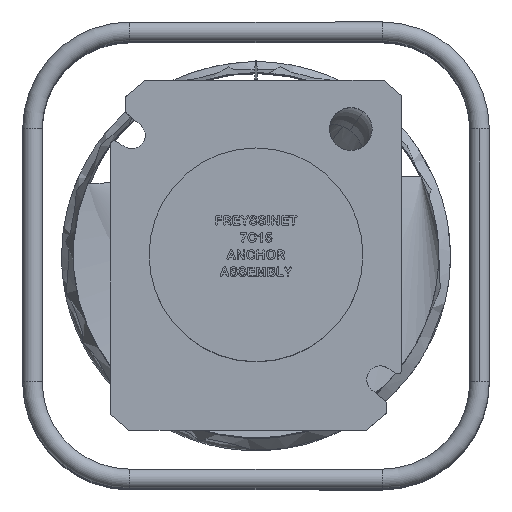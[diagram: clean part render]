
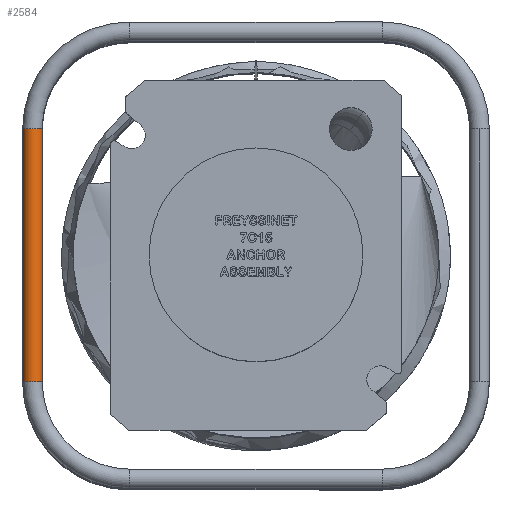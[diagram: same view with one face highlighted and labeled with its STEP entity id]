
A CAD part, top view. The second image highlights one B-rep face of the part: STEP entity #2584.
In plain terms, the highlighted cylindrical face has radius 5 mm (diameter 10 mm), a partial arc.
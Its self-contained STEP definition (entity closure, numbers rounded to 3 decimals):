
#2584 = ADVANCED_FACE ( 'NONE', ( #35119 ), #61205, .T. ) ;
#3568 = EDGE_CURVE ( 'NONE', #43308, #37528, #49806, .T. ) ;
#3748 = CARTESIAN_POINT ( 'NONE',  ( -120., 65., -92.022 ) ) ;
#5139 = CIRCLE ( 'NONE', #54716, 5. ) ;
#7999 = ORIENTED_EDGE ( 'NONE', *, *, #31901, .F. ) ;
#10134 = LINE ( 'NONE', #34609, #50195 ) ;
#10880 = CARTESIAN_POINT ( 'NONE',  ( -115., -65., -92.022 ) ) ;
#11194 = DIRECTION ( 'NONE',  ( 0., -1., 0. ) ) ;
#13077 = CARTESIAN_POINT ( 'NONE',  ( -115., 65., -92.022 ) ) ;
#13741 = DIRECTION ( 'NONE',  ( -1., 0., 0. ) ) ;
#15845 = EDGE_CURVE ( 'NONE', #52616, #66399, #10134, .T. ) ;
#16118 = DIRECTION ( 'NONE',  ( 0., 0., 1. ) ) ;
#18809 = CARTESIAN_POINT ( 'NONE',  ( -120., 65., -92.022 ) ) ;
#21932 = AXIS2_PLACEMENT_3D ( 'NONE', #10880, #47418, #16118 ) ;
#23672 = VECTOR ( 'NONE', #56016, 1000. ) ;
#24005 = ORIENTED_EDGE ( 'NONE', *, *, #15845, .F. ) ;
#25591 = EDGE_LOOP ( 'NONE', ( #24005, #39134, #47845, #7999 ) ) ;
#29019 = AXIS2_PLACEMENT_3D ( 'NONE', #13077, #50290, #13741 ) ;
#31344 = EDGE_CURVE ( 'NONE', #52616, #43308, #5139, .T. ) ;
#31901 = EDGE_CURVE ( 'NONE', #66399, #37528, #63099, .T. ) ;
#34609 = CARTESIAN_POINT ( 'NONE',  ( -110., 65., -92.022 ) ) ;
#35119 = FACE_OUTER_BOUND ( 'NONE', #25591, .T. ) ;
#37528 = VERTEX_POINT ( 'NONE', #67085 ) ;
#39134 = ORIENTED_EDGE ( 'NONE', *, *, #31344, .T. ) ;
#39857 = DIRECTION ( 'NONE',  ( 0., -1., 0. ) ) ;
#40539 = CARTESIAN_POINT ( 'NONE',  ( -110., 65., -92.022 ) ) ;
#42472 = CARTESIAN_POINT ( 'NONE',  ( -115., 65., -92.022 ) ) ;
#43308 = VERTEX_POINT ( 'NONE', #18809 ) ;
#47418 = DIRECTION ( 'NONE',  ( 0., -1., 0. ) ) ;
#47731 = DIRECTION ( 'NONE',  ( 0., 0., 1. ) ) ;
#47845 = ORIENTED_EDGE ( 'NONE', *, *, #3568, .T. ) ;
#49806 = LINE ( 'NONE', #3748, #23672 ) ;
#50195 = VECTOR ( 'NONE', #39857, 1000. ) ;
#50290 = DIRECTION ( 'NONE',  ( 0., -1., 0. ) ) ;
#52616 = VERTEX_POINT ( 'NONE', #40539 ) ;
#54716 = AXIS2_PLACEMENT_3D ( 'NONE', #42472, #11194, #47731 ) ;
#56016 = DIRECTION ( 'NONE',  ( 0., -1., 0. ) ) ;
#61205 = CYLINDRICAL_SURFACE ( 'NONE', #29019, 5. ) ;
#62643 = CARTESIAN_POINT ( 'NONE',  ( -110., -65., -92.022 ) ) ;
#63099 = CIRCLE ( 'NONE', #21932, 5. ) ;
#66399 = VERTEX_POINT ( 'NONE', #62643 ) ;
#67085 = CARTESIAN_POINT ( 'NONE',  ( -120., -65., -92.022 ) ) ;
